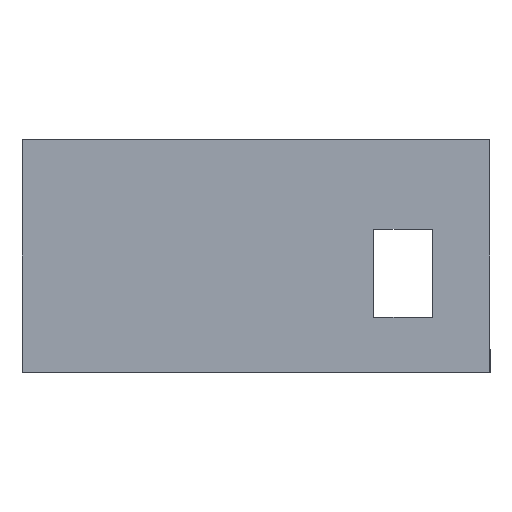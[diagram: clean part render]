
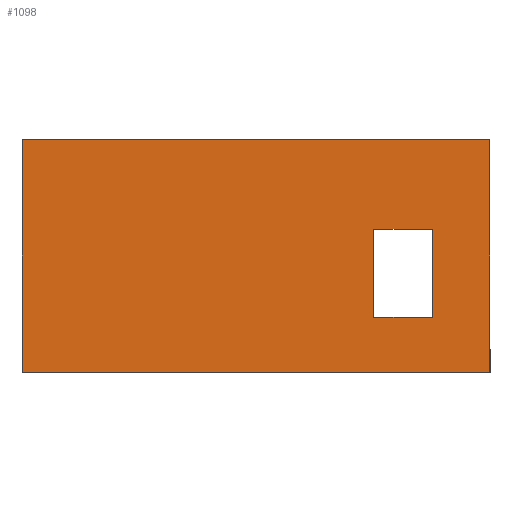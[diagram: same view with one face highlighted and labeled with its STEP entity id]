
A CAD part, front view. The second image highlights one B-rep face of the part: STEP entity #1098.
In plain terms, the highlighted planar face has unit normal (0, -1, 0).
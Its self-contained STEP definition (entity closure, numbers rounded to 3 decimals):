
#25=FACE_BOUND('',#117,.T.);
#54=FACE_OUTER_BOUND('',#116,.T.);
#116=EDGE_LOOP('',(#770,#771,#772,#773));
#117=EDGE_LOOP('',(#774,#775,#776,#777));
#189=LINE('',#1655,#304);
#204=LINE('',#1689,#319);
#205=LINE('',#1691,#320);
#206=LINE('',#1692,#321);
#207=LINE('',#1695,#322);
#208=LINE('',#1697,#323);
#209=LINE('',#1699,#324);
#210=LINE('',#1700,#325);
#304=VECTOR('',#1308,10.);
#319=VECTOR('',#1341,10.);
#320=VECTOR('',#1342,10.);
#321=VECTOR('',#1343,10.);
#322=VECTOR('',#1344,10.);
#323=VECTOR('',#1345,10.);
#324=VECTOR('',#1346,10.);
#325=VECTOR('',#1347,10.);
#468=VERTEX_POINT('',#1652);
#469=VERTEX_POINT('',#1654);
#479=VERTEX_POINT('',#1688);
#480=VERTEX_POINT('',#1690);
#481=VERTEX_POINT('',#1693);
#482=VERTEX_POINT('',#1694);
#483=VERTEX_POINT('',#1696);
#484=VERTEX_POINT('',#1698);
#573=EDGE_CURVE('',#468,#469,#189,.T.);
#590=EDGE_CURVE('',#479,#468,#204,.T.);
#591=EDGE_CURVE('',#480,#479,#205,.T.);
#592=EDGE_CURVE('',#469,#480,#206,.T.);
#593=EDGE_CURVE('',#481,#482,#207,.T.);
#594=EDGE_CURVE('',#483,#481,#208,.T.);
#595=EDGE_CURVE('',#484,#483,#209,.T.);
#596=EDGE_CURVE('',#482,#484,#210,.T.);
#770=ORIENTED_EDGE('',*,*,#590,.F.);
#771=ORIENTED_EDGE('',*,*,#591,.F.);
#772=ORIENTED_EDGE('',*,*,#592,.F.);
#773=ORIENTED_EDGE('',*,*,#573,.F.);
#774=ORIENTED_EDGE('',*,*,#593,.F.);
#775=ORIENTED_EDGE('',*,*,#594,.F.);
#776=ORIENTED_EDGE('',*,*,#595,.F.);
#777=ORIENTED_EDGE('',*,*,#596,.F.);
#1056=PLANE('',#1180);
#1098=ADVANCED_FACE('',(#54,#25),#1056,.F.);
#1180=AXIS2_PLACEMENT_3D('',#1687,#1339,#1340);
#1308=DIRECTION('',(1.,0.,0.));
#1339=DIRECTION('center_axis',(0.,1.,0.));
#1340=DIRECTION('ref_axis',(0.,0.,1.));
#1341=DIRECTION('',(0.,0.,1.));
#1342=DIRECTION('',(-1.,0.,0.));
#1343=DIRECTION('',(0.,0.,-1.));
#1344=DIRECTION('',(0.,0.,1.));
#1345=DIRECTION('',(1.,0.,0.));
#1346=DIRECTION('',(0.,0.,-1.));
#1347=DIRECTION('',(-1.,0.,0.));
#1652=CARTESIAN_POINT('',(-68.491,-6.,47.952));
#1654=CARTESIAN_POINT('',(90.509,-6.,47.952));
#1655=CARTESIAN_POINT('',(10.255,-6.,47.952));
#1687=CARTESIAN_POINT('Origin',(-70.,-6.,-48.));
#1688=CARTESIAN_POINT('',(-68.491,-6.,-31.048));
#1689=CARTESIAN_POINT('',(-68.491,-6.,-0.024));
#1690=CARTESIAN_POINT('',(90.509,-6.,-31.048));
#1691=CARTESIAN_POINT('',(-69.245,-6.,-31.048));
#1692=CARTESIAN_POINT('',(90.509,-6.,-39.524));
#1693=CARTESIAN_POINT('',(71.,-6.,-12.4));
#1694=CARTESIAN_POINT('',(71.,-6.,17.6));
#1695=CARTESIAN_POINT('',(71.,-6.,-30.2));
#1696=CARTESIAN_POINT('',(51.,-6.,-12.4));
#1697=CARTESIAN_POINT('',(-9.5,-6.,-12.4));
#1698=CARTESIAN_POINT('',(51.,-6.,17.6));
#1699=CARTESIAN_POINT('',(51.,-6.,-15.2));
#1700=CARTESIAN_POINT('',(0.5,-6.,17.6));
